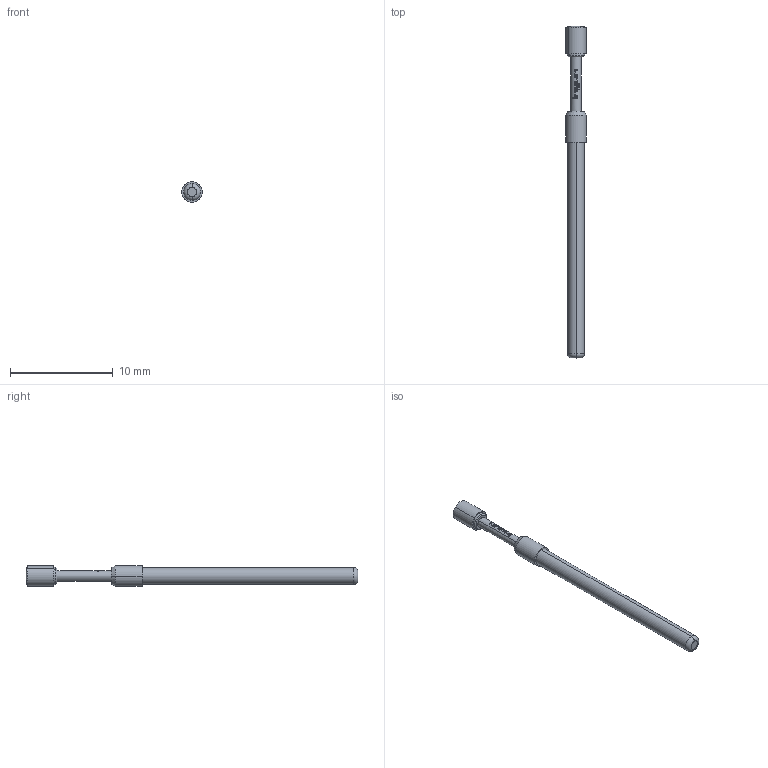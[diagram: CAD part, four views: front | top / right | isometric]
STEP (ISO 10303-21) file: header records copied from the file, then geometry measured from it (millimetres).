
FILE_DESCRIPTION (( 'STEP AP203' ), '1' );
FILE_NAME ('INGUN_HSS-118_305_200_S_xx03.STEP', '2022-02-01T11:47:19', ( 'ochi' ), ( '' ), 'SwSTEP 2.0', 'SolidWorks 2018', '' );
FILE_SCHEMA (( 'CONFIG_CONTROL_DESIGN' ));
Length unit declared in the file: millimetre
Products named in the file (1): INGUN_HSS-118_305_200_S_xx03
Bounding box: 2 x 32.3 x 2 mm (x, y, z)
Volume: 67 mm3; surface area: 170.9 mm2
Topology: 1 solids, 1 shells, 91 faces, 232 edges, 153 vertices
Faces by surface type: plane 45, bspline 22, cylinder 16, cone 4, sphere 2, torus 2
Entity records: 3771 total; most frequent: CARTESIAN_POINT 1891, ORIENTED_EDGE 464, EDGE_CURVE 232, DIRECTION 218, B_SPLINE_CURVE_WITH_KNOTS 186, VERTEX_POINT 153, AXIS2_PLACEMENT_3D 102, EDGE_LOOP 101
